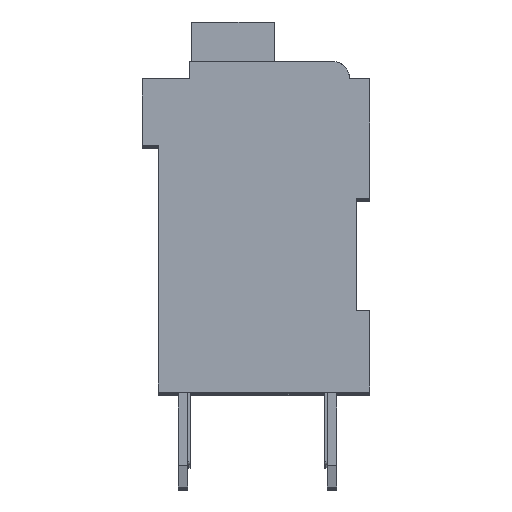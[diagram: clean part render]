
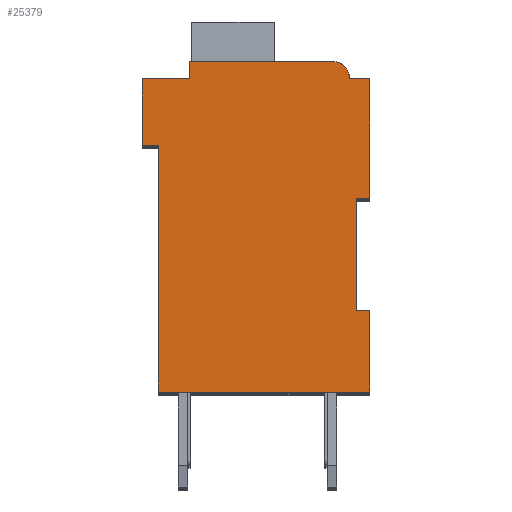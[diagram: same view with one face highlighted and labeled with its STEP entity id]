
A CAD part, top view. The second image highlights one B-rep face of the part: STEP entity #25379.
In plain terms, the highlighted planar face has unit normal (0, 0, 1).
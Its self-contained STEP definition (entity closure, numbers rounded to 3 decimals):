
#2490=DIRECTION('',(1.,0.,0.));
#2491=VECTOR('',#2490,0.5);
#2492=CARTESIAN_POINT('',(7.3,7.15,2.1));
#2493=LINE('',#2492,#2491);
#2494=DIRECTION('',(0.,1.,0.));
#2495=VECTOR('',#2494,4.15);
#2496=CARTESIAN_POINT('',(7.3,3.,2.1));
#2497=LINE('',#2496,#2495);
#2498=DIRECTION('',(-1.,0.,0.));
#2499=VECTOR('',#2498,0.5);
#2500=CARTESIAN_POINT('',(7.8,3.,2.1));
#2501=LINE('',#2500,#2499);
#2502=DIRECTION('',(0.,1.,0.));
#2503=VECTOR('',#2502,3.);
#2504=CARTESIAN_POINT('',(7.8,0.,2.1));
#2505=LINE('',#2504,#2503);
#2506=DIRECTION('',(1.,0.,0.));
#2507=VECTOR('',#2506,7.8);
#2508=CARTESIAN_POINT('',(0.,0.,2.1));
#2509=LINE('',#2508,#2507);
#2510=DIRECTION('',(0.,-1.,0.));
#2511=VECTOR('',#2510,9.1);
#2512=CARTESIAN_POINT('',(0.,9.1,2.1));
#2513=LINE('',#2512,#2511);
#2514=DIRECTION('',(1.,0.,0.));
#2515=VECTOR('',#2514,0.6);
#2516=CARTESIAN_POINT('',(-0.6,9.1,2.1));
#2517=LINE('',#2516,#2515);
#2518=DIRECTION('',(0.,-1.,0.));
#2519=VECTOR('',#2518,2.45);
#2520=CARTESIAN_POINT('',(-0.6,11.55,2.1));
#2521=LINE('',#2520,#2519);
#2522=DIRECTION('',(-1.,0.,0.));
#2523=VECTOR('',#2522,1.75);
#2524=CARTESIAN_POINT('',(1.15,11.55,2.1));
#2525=LINE('',#2524,#2523);
#2526=DIRECTION('',(0.,-1.,0.));
#2527=VECTOR('',#2526,0.65);
#2528=CARTESIAN_POINT('',(1.15,12.2,2.1));
#2529=LINE('',#2528,#2527);
#2530=DIRECTION('',(-1.,0.,0.));
#2531=VECTOR('',#2530,5.25);
#2532=CARTESIAN_POINT('',(6.4,12.2,2.1));
#2533=LINE('',#2532,#2531);
#2534=CARTESIAN_POINT('',(6.4,11.55,2.1));
#2535=DIRECTION('',(0.,0.,1.));
#2536=DIRECTION('',(1.,0.,0.));
#2537=AXIS2_PLACEMENT_3D('',#2534,#2535,#2536);
#2539=DIRECTION('',(-1.,0.,0.));
#2540=VECTOR('',#2539,0.75);
#2541=CARTESIAN_POINT('',(7.8,11.55,2.1));
#2542=LINE('',#2541,#2540);
#2543=DIRECTION('',(0.,1.,0.));
#2544=VECTOR('',#2543,4.4);
#2545=CARTESIAN_POINT('',(7.8,7.15,2.1));
#2546=LINE('',#2545,#2544);
#17615=CARTESIAN_POINT('',(7.3,7.15,2.1));
#17616=CARTESIAN_POINT('',(7.8,7.15,2.1));
#17617=VERTEX_POINT('',#17615);
#17618=VERTEX_POINT('',#17616);
#17619=CARTESIAN_POINT('',(7.8,11.55,2.1));
#17620=VERTEX_POINT('',#17619);
#17621=CARTESIAN_POINT('',(7.05,11.55,2.1));
#17622=VERTEX_POINT('',#17621);
#17623=CARTESIAN_POINT('',(6.4,12.2,2.1));
#17624=VERTEX_POINT('',#17623);
#17625=CARTESIAN_POINT('',(1.15,12.2,2.1));
#17626=VERTEX_POINT('',#17625);
#17627=CARTESIAN_POINT('',(1.15,11.55,2.1));
#17628=VERTEX_POINT('',#17627);
#17629=CARTESIAN_POINT('',(-0.6,11.55,2.1));
#17630=VERTEX_POINT('',#17629);
#17631=CARTESIAN_POINT('',(-0.6,9.1,2.1));
#17632=VERTEX_POINT('',#17631);
#17633=CARTESIAN_POINT('',(0.,9.1,2.1));
#17634=VERTEX_POINT('',#17633);
#17635=CARTESIAN_POINT('',(0.,0.,2.1));
#17636=VERTEX_POINT('',#17635);
#17637=CARTESIAN_POINT('',(7.8,0.,2.1));
#17638=VERTEX_POINT('',#17637);
#17639=CARTESIAN_POINT('',(7.8,3.,2.1));
#17640=VERTEX_POINT('',#17639);
#17641=CARTESIAN_POINT('',(7.3,3.,2.1));
#17642=VERTEX_POINT('',#17641);
#25349=CARTESIAN_POINT('',(0.,0.,2.1));
#25350=DIRECTION('',(0.,0.,1.));
#25351=DIRECTION('',(1.,0.,0.));
#25352=AXIS2_PLACEMENT_3D('',#25349,#25350,#25351);
#25353=PLANE('',#25352);
#25354=ORIENTED_EDGE('',*,*,#23160,.F.);
#25355=ORIENTED_EDGE('',*,*,#24040,.F.);
#25357=ORIENTED_EDGE('',*,*,#25356,.F.);
#25359=ORIENTED_EDGE('',*,*,#25358,.F.);
#25360=ORIENTED_EDGE('',*,*,#24527,.F.);
#25361=ORIENTED_EDGE('',*,*,#24364,.F.);
#25363=ORIENTED_EDGE('',*,*,#25362,.F.);
#25365=ORIENTED_EDGE('',*,*,#25364,.F.);
#25367=ORIENTED_EDGE('',*,*,#25366,.F.);
#25369=ORIENTED_EDGE('',*,*,#25368,.F.);
#25371=ORIENTED_EDGE('',*,*,#25370,.F.);
#25373=ORIENTED_EDGE('',*,*,#25372,.F.);
#25375=ORIENTED_EDGE('',*,*,#25374,.F.);
#25376=ORIENTED_EDGE('',*,*,#23636,.F.);
#25377=EDGE_LOOP('',(#25354,#25355,#25357,#25359,#25360,#25361,#25363,#25365,
#25367,#25369,#25371,#25373,#25375,#25376));
#25378=FACE_OUTER_BOUND('',#25377,.F.);
#2538=CIRCLE('',#2537,0.65);
#23160=EDGE_CURVE('',#17617,#17618,#2493,.T.);
#23636=EDGE_CURVE('',#17618,#17620,#2546,.T.);
#24040=EDGE_CURVE('',#17642,#17617,#2497,.T.);
#24364=EDGE_CURVE('',#17634,#17636,#2513,.T.);
#24527=EDGE_CURVE('',#17636,#17638,#2509,.T.);
#25356=EDGE_CURVE('',#17640,#17642,#2501,.T.);
#25358=EDGE_CURVE('',#17638,#17640,#2505,.T.);
#25362=EDGE_CURVE('',#17632,#17634,#2517,.T.);
#25364=EDGE_CURVE('',#17630,#17632,#2521,.T.);
#25366=EDGE_CURVE('',#17628,#17630,#2525,.T.);
#25368=EDGE_CURVE('',#17626,#17628,#2529,.T.);
#25370=EDGE_CURVE('',#17624,#17626,#2533,.T.);
#25372=EDGE_CURVE('',#17622,#17624,#2538,.T.);
#25374=EDGE_CURVE('',#17620,#17622,#2542,.T.);
#25379=ADVANCED_FACE('',(#25378),#25353,.T.);
